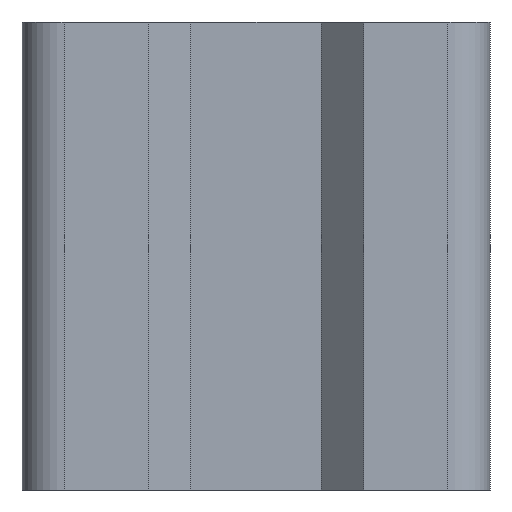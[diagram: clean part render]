
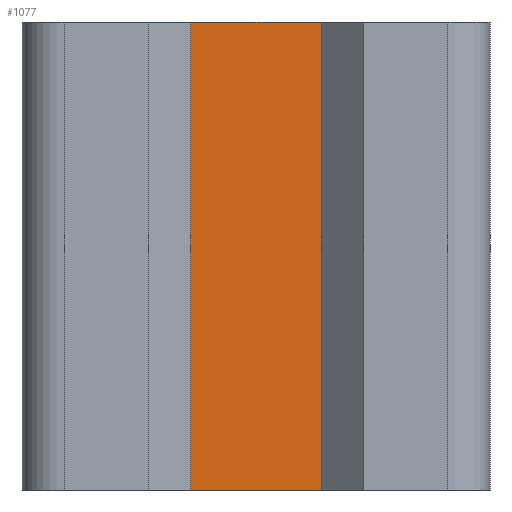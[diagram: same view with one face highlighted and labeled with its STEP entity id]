
A CAD part, front view. The second image highlights one B-rep face of the part: STEP entity #1077.
In plain terms, the highlighted planar face has unit normal (0, -1, 0).
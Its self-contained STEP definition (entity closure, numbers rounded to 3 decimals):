
#1021=CARTESIAN_POINT('',(2.84,-3.901,20.0));
#1022=VERTEX_POINT('',#1021);
#1029=CARTESIAN_POINT('',(2.84,-3.901,0.0));
#1030=VERTEX_POINT('',#1029);
#1031=CARTESIAN_POINT('',(2.84,-3.901,0.0));
#1032=DIRECTION('',(0.0,0.0,1.0));
#1033=VECTOR('',#1032,20.0);
#1034=LINE('',#1031,#1033);
#1035=EDGE_CURVE('',#1030,#1022,#1034,.T.);
#1047=CARTESIAN_POINT('',(-2.84,-3.901,0.0));
#1048=DIRECTION('',(0.0,-1.0,0.0));
#1049=DIRECTION('',(1.0,0.0,0.0));
#1050=AXIS2_PLACEMENT_3D('',#1047,#1048,#1049);
#1051=PLANE('',#1050);
#1052=CARTESIAN_POINT('',(-2.84,-3.901,20.0));
#1053=VERTEX_POINT('',#1052);
#1054=CARTESIAN_POINT('',(2.84,-3.901,20.0));
#1055=DIRECTION('',(-1.0,0.0,0.0));
#1056=VECTOR('',#1055,5.68);
#1057=LINE('',#1054,#1056);
#1058=EDGE_CURVE('',#1022,#1053,#1057,.T.);
#1059=ORIENTED_EDGE('',*,*,#1058,.T.);
#1060=CARTESIAN_POINT('',(-2.84,-3.901,0.0));
#1061=VERTEX_POINT('',#1060);
#1062=CARTESIAN_POINT('',(-2.84,-3.901,0.0));
#1063=DIRECTION('',(0.0,0.0,1.0));
#1064=VECTOR('',#1063,20.0);
#1065=LINE('',#1062,#1064);
#1066=EDGE_CURVE('',#1061,#1053,#1065,.T.);
#1067=ORIENTED_EDGE('',*,*,#1066,.F.);
#1068=CARTESIAN_POINT('',(2.84,-3.901,0.0));
#1069=DIRECTION('',(-1.0,0.0,0.0));
#1070=VECTOR('',#1069,5.68);
#1071=LINE('',#1068,#1070);
#1072=EDGE_CURVE('',#1030,#1061,#1071,.T.);
#1073=ORIENTED_EDGE('',*,*,#1072,.F.);
#1074=ORIENTED_EDGE('',*,*,#1035,.T.);
#1075=EDGE_LOOP('',(#1059,#1067,#1073,#1074));
#1076=FACE_OUTER_BOUND('',#1075,.T.);
#1077=ADVANCED_FACE('',(#1076),#1051,.T.);
